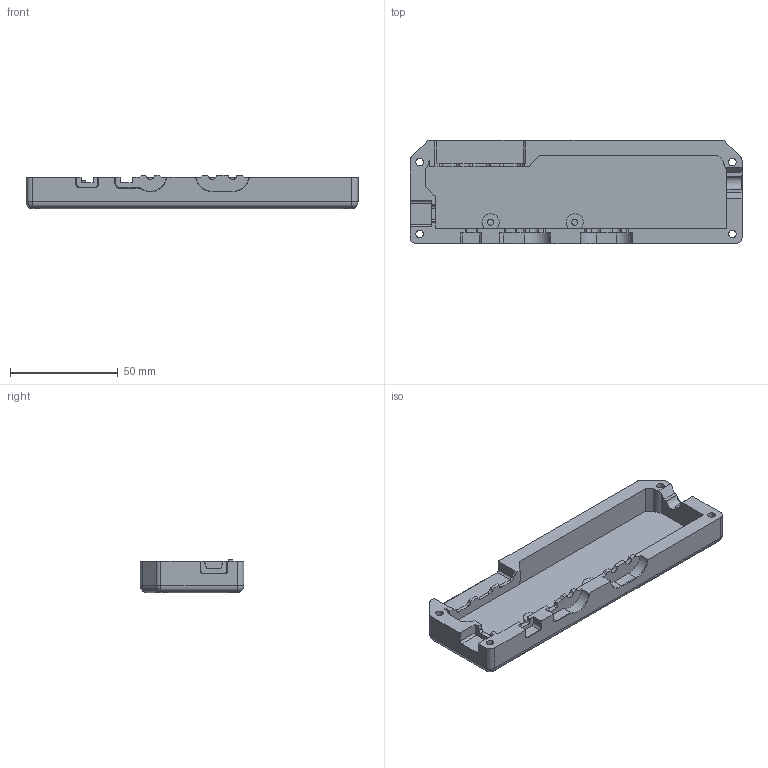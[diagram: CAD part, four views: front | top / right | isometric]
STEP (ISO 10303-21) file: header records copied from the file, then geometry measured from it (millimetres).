
FILE_DESCRIPTION(/* description */ (''),/* implementation_level */ '2;1');
FILE_NAME(/* name */ 'XM - 4SNAC-USB(RP2040) - JVSx2 - USB-PWR - Control Module v1.0 - ENCLOSURE BOTTOM.step',/* time_stamp */ '2023-09-26T01:04:33+02:00',/* author */ (''),/* organization */ (''),/* preprocessor_version */ 'ST-DEVELOPER v20',/* originating_system */ 'Autodesk Translation Framework v12.14.0.127',/* authorisation */ '');
FILE_SCHEMA (('AUTOMOTIVE_DESIGN { 1 0 10303 214 3 1 1 }'));
Length unit declared in the file: millimetre
Products named in the file (1): BOTTOM
Bounding box: 154 x 48 x 15.63 mm (x, y, z)
Volume: 43627.1 mm3; surface area: 25860.8 mm2
Topology: 1 solids, 1 shells, 216 faces, 587 edges, 371 vertices
Faces by surface type: plane 102, cylinder 80, cone 12, torus 11, sphere 10, bspline 1
Full cylindrical faces by diameter (mm): 2.8 x2, 3.5 x4, 6 x4
Entity records: 7058 total; most frequent: CARTESIAN_POINT 1475, ORIENTED_EDGE 1174, DIRECTION 1174, EDGE_CURVE 587, AXIS2_PLACEMENT_3D 401, LINE 372, VECTOR 372, VERTEX_POINT 371
